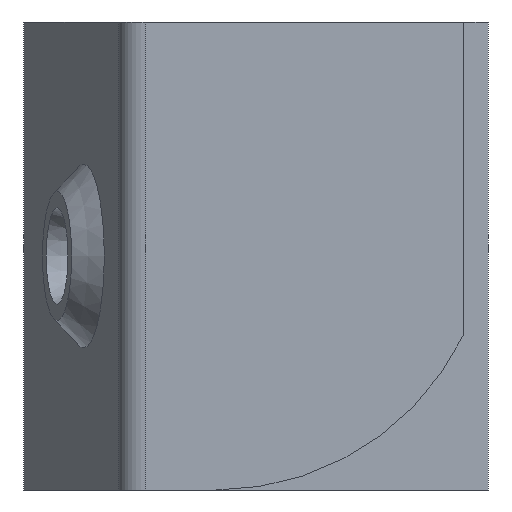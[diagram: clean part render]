
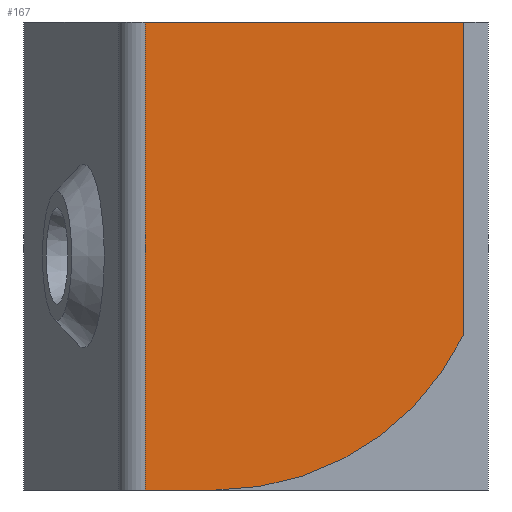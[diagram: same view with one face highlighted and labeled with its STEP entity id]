
A CAD part, left-side view. The second image highlights one B-rep face of the part: STEP entity #167.
In plain terms, the highlighted planar face has unit normal (-1, 0, 0).
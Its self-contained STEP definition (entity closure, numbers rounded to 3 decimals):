
#104=FACE_OUTER_BOUND('',#325,.T.);
#167=ADVANCED_FACE('',(#104),#221,.T.);
#221=PLANE('',#1385);
#325=EDGE_LOOP('',(#665,#666,#667,#668,#669));
#405=CIRCLE('',#1384,10.);
#665=ORIENTED_EDGE('',*,*,#934,.T.);
#666=ORIENTED_EDGE('',*,*,#1029,.T.);
#667=ORIENTED_EDGE('',*,*,#884,.T.);
#668=ORIENTED_EDGE('',*,*,#1030,.F.);
#669=ORIENTED_EDGE('',*,*,#1031,.T.);
#765=VERTEX_POINT('',#1801);
#766=VERTEX_POINT('',#1802);
#815=VERTEX_POINT('',#1901);
#816=VERTEX_POINT('',#1903);
#872=VERTEX_POINT('',#2096);
#884=EDGE_CURVE('',#765,#766,#1058,.T.);
#934=EDGE_CURVE('',#816,#815,#1089,.T.);
#1029=EDGE_CURVE('',#815,#765,#1162,.T.);
#1030=EDGE_CURVE('',#872,#766,#405,.T.);
#1031=EDGE_CURVE('',#872,#816,#1163,.T.);
#1058=LINE('',#1800,#1179);
#1089=LINE('',#1902,#1210);
#1162=LINE('',#2094,#1283);
#1163=LINE('',#2097,#1284);
#1179=VECTOR('',#1428,1.);
#1210=VECTOR('',#1499,1.);
#1283=VECTOR('',#1698,1.);
#1284=VECTOR('',#1701,1.);
#1384=AXIS2_PLACEMENT_3D('',#2095,#1699,#1700);
#1385=AXIS2_PLACEMENT_3D('',#2098,#1702,#1703);
#1428=DIRECTION('',(0.,-1.,0.));
#1499=DIRECTION('',(0.,1.,0.));
#1698=DIRECTION('',(0.,0.,-1.));
#1699=DIRECTION('',(1.,0.,0.));
#1700=DIRECTION('',(0.,0.,1.));
#1701=DIRECTION('',(0.,0.,1.));
#1702=DIRECTION('',(-1.,0.,0.));
#1703=DIRECTION('',(0.,-1.,0.));
#1800=CARTESIAN_POINT('',(-17.,23.856,-112.5));
#1801=CARTESIAN_POINT('',(-17.,22.561,-112.5));
#1802=CARTESIAN_POINT('',(-17.,20.,-112.5));
#1901=CARTESIAN_POINT('',(-17.,22.561,-95.5));
#1902=CARTESIAN_POINT('',(-17.,14.142,-95.5));
#1903=CARTESIAN_POINT('',(-17.,11.,-95.5));
#2094=CARTESIAN_POINT('',(-17.,22.561,-115.));
#2095=CARTESIAN_POINT('',(-17.,20.,-102.5));
#2096=CARTESIAN_POINT('',(-17.,11.,-106.859));
#2097=CARTESIAN_POINT('',(-17.,11.,-105.25));
#2098=CARTESIAN_POINT('',(-17.,23.856,-115.));
